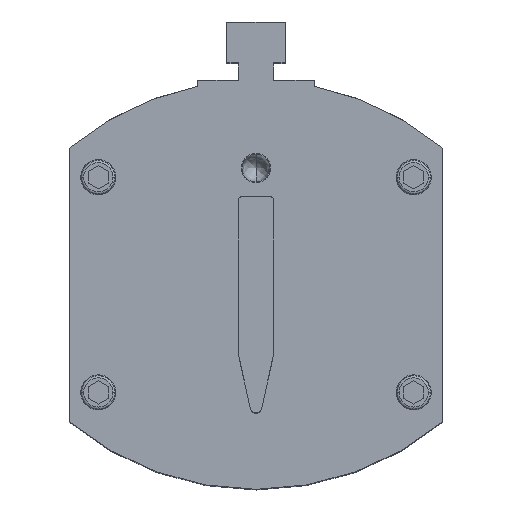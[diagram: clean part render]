
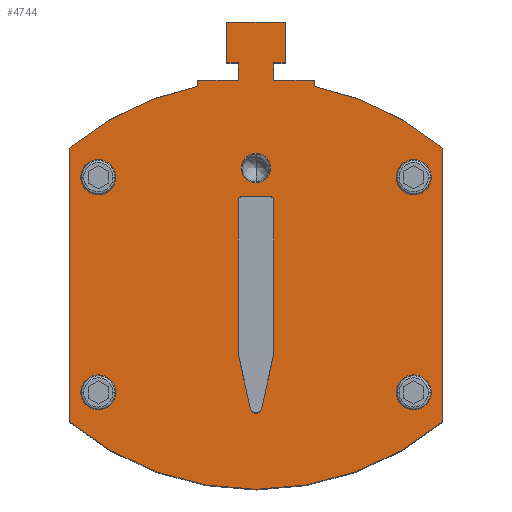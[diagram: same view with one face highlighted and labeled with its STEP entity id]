
A CAD part, top view. The second image highlights one B-rep face of the part: STEP entity #4744.
In plain terms, the highlighted planar face has unit normal (0, 0, 1).
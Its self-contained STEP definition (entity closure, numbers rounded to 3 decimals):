
#4283=DIRECTION('',(0.,1.,0.));
#4284=VECTOR('',#4283,1.01);
#4285=CARTESIAN_POINT('',(22.,68.99,0.));
#4286=LINE('',#4285,#4284);
#4304=CARTESIAN_POINT('',(32.,20.,0.));
#4305=DIRECTION('',(0.,0.,1.));
#4306=DIRECTION('',(-0.2,0.98,0.));
#4307=AXIS2_PLACEMENT_3D('',#4304,#4305,#4306);
#4312=CARTESIAN_POINT('',(32.,20.,0.));
#4313=DIRECTION('',(0.,0.,1.));
#4314=DIRECTION('',(0.64,0.768,0.));
#4315=AXIS2_PLACEMENT_3D('',#4312,#4313,#4314);
#4320=CARTESIAN_POINT('',(32.,50.,0.));
#4321=DIRECTION('',(0.,0.,1.));
#4322=DIRECTION('',(-0.64,-0.768,0.));
#4323=AXIS2_PLACEMENT_3D('',#4320,#4321,#4322);
#4328=CARTESIAN_POINT('',(32.,55.,0.));
#4329=DIRECTION('',(0.,0.,-1.));
#4330=DIRECTION('',(1.,0.,0.));
#4331=AXIS2_PLACEMENT_3D('',#4328,#4329,#4330);
#4336=CARTESIAN_POINT('',(32.,55.,0.));
#4337=DIRECTION('',(0.,0.,-1.));
#4338=DIRECTION('',(-1.,0.,0.));
#4339=AXIS2_PLACEMENT_3D('',#4336,#4337,#4338);
#4344=DIRECTION('',(1.,0.,0.));
#4345=VECTOR('',#4344,7.);
#4346=CARTESIAN_POINT('',(22.,70.,0.));
#4347=LINE('',#4346,#4345);
#4358=DIRECTION('',(0.,1.,0.));
#4359=VECTOR('',#4358,3.);
#4360=CARTESIAN_POINT('',(29.,70.,0.));
#4361=LINE('',#4360,#4359);
#4372=DIRECTION('',(-1.,0.,0.));
#4373=VECTOR('',#4372,2.);
#4374=CARTESIAN_POINT('',(29.,73.,0.));
#4375=LINE('',#4374,#4373);
#4386=DIRECTION('',(0.,1.,0.));
#4387=VECTOR('',#4386,7.);
#4388=CARTESIAN_POINT('',(27.,73.,0.));
#4389=LINE('',#4388,#4387);
#4400=DIRECTION('',(1.,0.,0.));
#4401=VECTOR('',#4400,10.);
#4402=CARTESIAN_POINT('',(27.,80.,0.));
#4403=LINE('',#4402,#4401);
#4414=DIRECTION('',(0.,-1.,0.));
#4415=VECTOR('',#4414,7.);
#4416=CARTESIAN_POINT('',(37.,80.,0.));
#4417=LINE('',#4416,#4415);
#4428=DIRECTION('',(-1.,0.,0.));
#4429=VECTOR('',#4428,2.);
#4430=CARTESIAN_POINT('',(37.,73.,0.));
#4431=LINE('',#4430,#4429);
#4442=DIRECTION('',(0.,-1.,0.));
#4443=VECTOR('',#4442,3.);
#4444=CARTESIAN_POINT('',(35.,73.,0.));
#4445=LINE('',#4444,#4443);
#4456=DIRECTION('',(1.,0.,0.));
#4457=VECTOR('',#4456,7.);
#4458=CARTESIAN_POINT('',(35.,70.,0.));
#4459=LINE('',#4458,#4457);
#4470=DIRECTION('',(0.,-1.,0.));
#4471=VECTOR('',#4470,1.01);
#4472=CARTESIAN_POINT('',(42.,70.,0.));
#4473=LINE('',#4472,#4471);
#4498=DIRECTION('',(0.,-1.,0.));
#4499=VECTOR('',#4498,46.837);
#4500=CARTESIAN_POINT('',(64.,58.419,0.));
#4501=LINE('',#4500,#4499);
#4519=DIRECTION('',(0.,1.,0.));
#4520=VECTOR('',#4519,46.837);
#4521=CARTESIAN_POINT('',(0.,11.581,0.));
#4522=LINE('',#4521,#4520);
#4541=CARTESIAN_POINT('',(42.,68.99,0.));
#4543=VERTEX_POINT('',#4541);
#4544=CARTESIAN_POINT('',(64.,58.419,0.));
#4545=VERTEX_POINT('',#4544);
#4552=CARTESIAN_POINT('',(64.,11.581,0.));
#4553=VERTEX_POINT('',#4552);
#4554=CARTESIAN_POINT('',(0.,11.581,0.));
#4555=VERTEX_POINT('',#4554);
#4556=CARTESIAN_POINT('',(22.,68.99,0.));
#4558=VERTEX_POINT('',#4556);
#4562=CARTESIAN_POINT('',(0.,58.419,0.));
#4563=VERTEX_POINT('',#4562);
#4564=CARTESIAN_POINT('',(22.,70.,0.));
#4565=VERTEX_POINT('',#4564);
#4568=CARTESIAN_POINT('',(42.,70.,0.));
#4569=VERTEX_POINT('',#4568);
#4570=CARTESIAN_POINT('',(35.,70.,0.));
#4571=VERTEX_POINT('',#4570);
#4572=CARTESIAN_POINT('',(35.,73.,0.));
#4573=VERTEX_POINT('',#4572);
#4574=CARTESIAN_POINT('',(37.,73.,0.));
#4575=VERTEX_POINT('',#4574);
#4576=CARTESIAN_POINT('',(37.,80.,0.));
#4577=VERTEX_POINT('',#4576);
#4578=CARTESIAN_POINT('',(27.,80.,0.));
#4579=VERTEX_POINT('',#4578);
#4580=CARTESIAN_POINT('',(27.,73.,0.));
#4581=VERTEX_POINT('',#4580);
#4582=CARTESIAN_POINT('',(29.,73.,0.));
#4583=VERTEX_POINT('',#4582);
#4584=CARTESIAN_POINT('',(29.,70.,0.));
#4585=VERTEX_POINT('',#4584);
#4604=CARTESIAN_POINT('',(34.5,55.,0.));
#4606=VERTEX_POINT('',#4604);
#4608=CARTESIAN_POINT('',(29.5,55.,0.));
#4610=VERTEX_POINT('',#4608);
#4702=CARTESIAN_POINT('',(32.,69.,0.));
#4703=DIRECTION('',(0.,0.,1.));
#4704=DIRECTION('',(1.,0.,0.));
#4705=AXIS2_PLACEMENT_3D('',#4702,#4703,#4704);
#4706=PLANE('',#4705);
#4707=ORIENTED_EDGE('',*,*,#4694,.F.);
#4708=ORIENTED_EDGE('',*,*,#4683,.T.);
#4710=ORIENTED_EDGE('',*,*,#4709,.T.);
#4712=ORIENTED_EDGE('',*,*,#4711,.T.);
#4714=ORIENTED_EDGE('',*,*,#4713,.T.);
#4716=ORIENTED_EDGE('',*,*,#4715,.T.);
#4718=ORIENTED_EDGE('',*,*,#4717,.T.);
#4720=ORIENTED_EDGE('',*,*,#4719,.T.);
#4722=ORIENTED_EDGE('',*,*,#4721,.T.);
#4724=ORIENTED_EDGE('',*,*,#4723,.T.);
#4726=ORIENTED_EDGE('',*,*,#4725,.T.);
#4728=ORIENTED_EDGE('',*,*,#4727,.T.);
#4730=ORIENTED_EDGE('',*,*,#4729,.F.);
#4732=ORIENTED_EDGE('',*,*,#4731,.T.);
#4734=ORIENTED_EDGE('',*,*,#4733,.F.);
#4736=ORIENTED_EDGE('',*,*,#4735,.T.);
#4737=EDGE_LOOP('',(#4707,#4708,#4710,#4712,#4714,#4716,#4718,#4720,#4722,#4724,
#4726,#4728,#4730,#4732,#4734,#4736));
#4738=FACE_OUTER_BOUND('',#4737,.F.);
#4739=ORIENTED_EDGE('',*,*,#4621,.F.);
#4741=ORIENTED_EDGE('',*,*,#4740,.F.);
#4742=EDGE_LOOP('',(#4739,#4741));
#4743=FACE_BOUND('',#4742,.F.);
#4308=CIRCLE('',#4307,50.);
#4316=CIRCLE('',#4315,50.);
#4324=CIRCLE('',#4323,50.);
#4332=CIRCLE('',#4331,2.5);
#4340=CIRCLE('',#4339,2.5);
#4621=EDGE_CURVE('',#4606,#4610,#4332,.T.);
#4683=EDGE_CURVE('',#4558,#4565,#4286,.T.);
#4694=EDGE_CURVE('',#4558,#4563,#4308,.T.);
#4709=EDGE_CURVE('',#4565,#4585,#4347,.T.);
#4711=EDGE_CURVE('',#4585,#4583,#4361,.T.);
#4713=EDGE_CURVE('',#4583,#4581,#4375,.T.);
#4715=EDGE_CURVE('',#4581,#4579,#4389,.T.);
#4717=EDGE_CURVE('',#4579,#4577,#4403,.T.);
#4719=EDGE_CURVE('',#4577,#4575,#4417,.T.);
#4721=EDGE_CURVE('',#4575,#4573,#4431,.T.);
#4723=EDGE_CURVE('',#4573,#4571,#4445,.T.);
#4725=EDGE_CURVE('',#4571,#4569,#4459,.T.);
#4727=EDGE_CURVE('',#4569,#4543,#4473,.T.);
#4729=EDGE_CURVE('',#4545,#4543,#4316,.T.);
#4731=EDGE_CURVE('',#4545,#4553,#4501,.T.);
#4733=EDGE_CURVE('',#4555,#4553,#4324,.T.);
#4735=EDGE_CURVE('',#4555,#4563,#4522,.T.);
#4740=EDGE_CURVE('',#4610,#4606,#4340,.T.);
#4744=ADVANCED_FACE('',(#4738,#4743),#4706,.T.);
